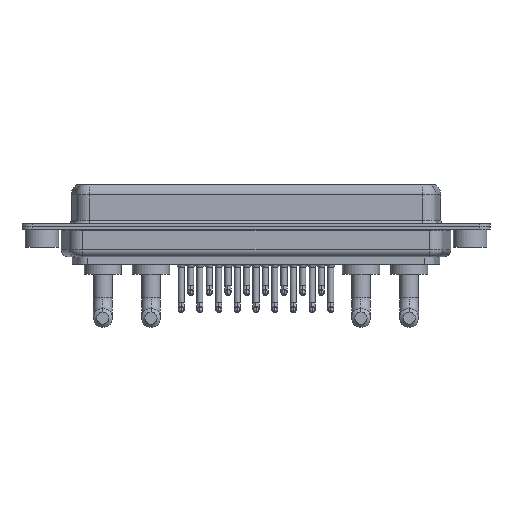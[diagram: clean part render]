
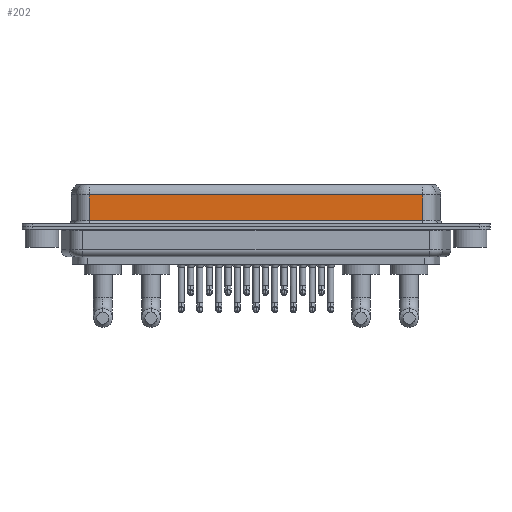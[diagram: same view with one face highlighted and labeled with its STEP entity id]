
A CAD part, front view. The second image highlights one B-rep face of the part: STEP entity #202.
In plain terms, the highlighted planar face has unit normal (0, -1, 0).
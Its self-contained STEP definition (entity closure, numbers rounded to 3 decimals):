
#202 = ADVANCED_FACE ( 'NONE', ( #12582 ), #9228, .F. ) ;
#1525 = DIRECTION ( 'NONE',  ( 1., 0., 0. ) ) ;
#1606 = EDGE_LOOP ( 'NONE', ( #12912, #21584, #7281, #2364 ) ) ;
#1722 = EDGE_CURVE ( 'NONE', #5452, #13370, #1879, .T. ) ;
#1879 = LINE ( 'NONE', #8240, #3635 ) ;
#2364 = ORIENTED_EDGE ( 'NONE', *, *, #11602, .T. ) ;
#3635 = VECTOR ( 'NONE', #13273, 1000. ) ;
#3897 = CARTESIAN_POINT ( 'NONE',  ( 56.462, -3.95, 6.4 ) ) ;
#4177 = EDGE_CURVE ( 'NONE', #5830, #5025, #10253, .T. ) ;
#4460 = CARTESIAN_POINT ( 'NONE',  ( 7.038, -3.95, 4.65 ) ) ;
#5025 = VERTEX_POINT ( 'NONE', #12192 ) ;
#5452 = VERTEX_POINT ( 'NONE', #20590 ) ;
#5830 = VERTEX_POINT ( 'NONE', #4460 ) ;
#6300 = VECTOR ( 'NONE', #18943, 1000. ) ;
#7281 = ORIENTED_EDGE ( 'NONE', *, *, #4177, .T. ) ;
#7562 = DIRECTION ( 'NONE',  ( 0., 1., 0. ) ) ;
#7904 = VECTOR ( 'NONE', #1525, 1000. ) ;
#8240 = CARTESIAN_POINT ( 'NONE',  ( 56.462, -3.95, 6.4 ) ) ;
#8902 = DIRECTION ( 'NONE',  ( 0., 0., 1. ) ) ;
#9228 = PLANE ( 'NONE',  #20229 ) ;
#9982 = CARTESIAN_POINT ( 'NONE',  ( 56.462, -3.95, 0.9 ) ) ;
#10168 = CARTESIAN_POINT ( 'NONE',  ( 56.462, -3.95, 0.9 ) ) ;
#10253 = LINE ( 'NONE', #12165, #6300 ) ;
#11602 = EDGE_CURVE ( 'NONE', #5025, #13370, #15214, .T. ) ;
#12165 = CARTESIAN_POINT ( 'NONE',  ( 7.038, -3.95, 6.4 ) ) ;
#12192 = CARTESIAN_POINT ( 'NONE',  ( 7.038, -3.95, 0.9 ) ) ;
#12582 = FACE_OUTER_BOUND ( 'NONE', #1606, .T. ) ;
#12805 = LINE ( 'NONE', #21540, #21489 ) ;
#12912 = ORIENTED_EDGE ( 'NONE', *, *, #1722, .F. ) ;
#13273 = DIRECTION ( 'NONE',  ( 0., 0., -1. ) ) ;
#13370 = VERTEX_POINT ( 'NONE', #10168 ) ;
#14149 = EDGE_CURVE ( 'NONE', #5452, #5830, #12805, .T. ) ;
#15214 = LINE ( 'NONE', #9982, #7904 ) ;
#18943 = DIRECTION ( 'NONE',  ( 0., 0., -1. ) ) ;
#19569 = DIRECTION ( 'NONE',  ( -1., 0., 0. ) ) ;
#20229 = AXIS2_PLACEMENT_3D ( 'NONE', #3897, #7562, #8902 ) ;
#20590 = CARTESIAN_POINT ( 'NONE',  ( 56.462, -3.95, 4.65 ) ) ;
#21489 = VECTOR ( 'NONE', #19569, 1000. ) ;
#21540 = CARTESIAN_POINT ( 'NONE',  ( 56.462, -3.95, 4.65 ) ) ;
#21584 = ORIENTED_EDGE ( 'NONE', *, *, #14149, .T. ) ;
